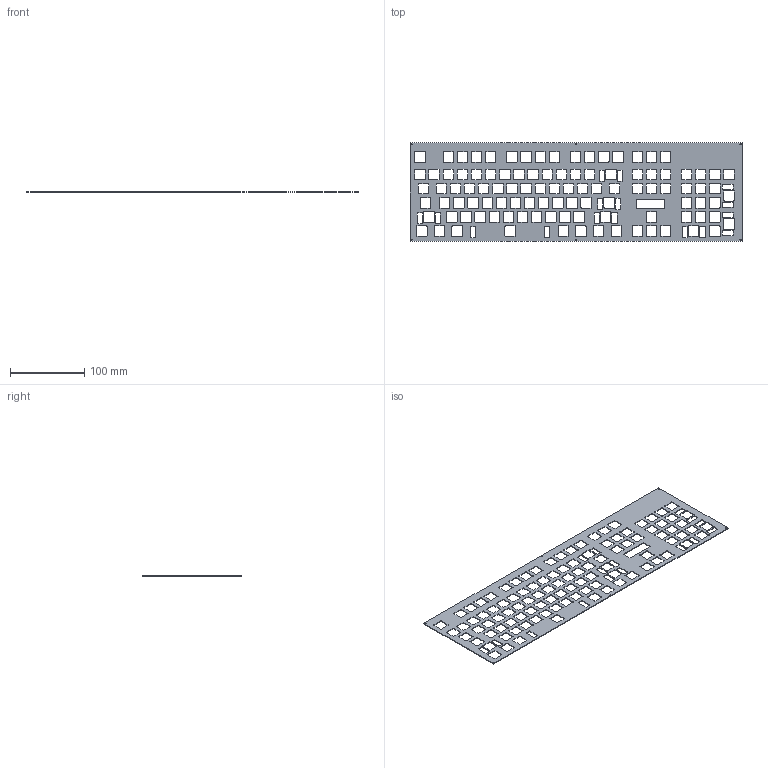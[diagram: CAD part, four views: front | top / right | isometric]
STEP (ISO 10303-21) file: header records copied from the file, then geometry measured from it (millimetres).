
FILE_DESCRIPTION(/* description */ (''),/* implementation_level */ '2;1');
FILE_NAME(/* name */ 'KeyboardTop.step',/* time_stamp */ '2025-05-23T20:04:07-04:00',/* author */ (''),/* organization */ (''),/* preprocessor_version */ 'ST-DEVELOPER v20.1',/* originating_system */ 'Autodesk Translation Framework v14.10.0.0',/* authorisation */ '');
FILE_SCHEMA (('AUTOMOTIVE_DESIGN { 1 0 10303 214 3 1 1 }'));
Length unit declared in the file: millimetre
Products named in the file (1): saturnChassis
Bounding box: 447.29 x 132.56 x 1 mm (x, y, z)
Volume: 36768.9 mm3; surface area: 81253.5 mm2
Topology: 1 solids, 1 shells, 976 faces, 2922 edges, 1948 vertices
Faces by surface type: plane 490, cylinder 486
Full cylindrical faces by diameter (mm): 1.567 x6
Entity records: 33668 total; most frequent: DIRECTION 5848, CARTESIAN_POINT 5847, ORIENTED_EDGE 5844, EDGE_CURVE 2922, LINE 1950, VECTOR 1950, AXIS2_PLACEMENT_3D 1949, VERTEX_POINT 1948
